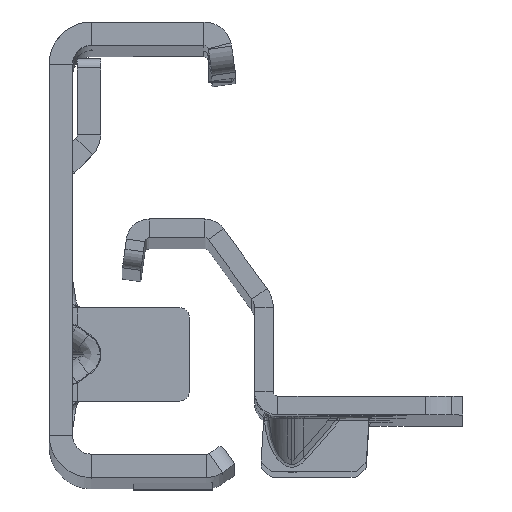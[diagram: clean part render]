
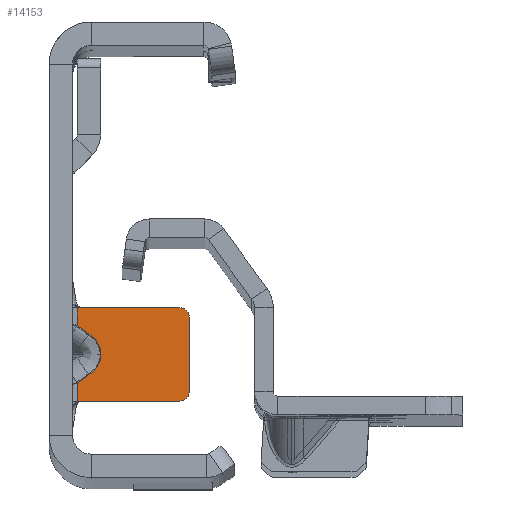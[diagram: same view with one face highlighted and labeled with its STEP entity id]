
A CAD part, top view. The second image highlights one B-rep face of the part: STEP entity #14153.
In plain terms, the highlighted planar face has unit normal (0, 0, 1).
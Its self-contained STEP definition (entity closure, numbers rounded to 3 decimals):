
#260 = AXIS2_PLACEMENT_3D ( 'NONE', #7240, #12332, #6224 ) ;
#509 = EDGE_CURVE ( 'NONE', #4329, #7130, #12495, .T. ) ;
#571 = VERTEX_POINT ( 'NONE', #3483 ) ;
#575 = PLANE ( 'NONE',  #3181 ) ;
#667 = ORIENTED_EDGE ( 'NONE', *, *, #509, .T. ) ;
#895 = DIRECTION ( 'NONE',  ( 0., 0., -1. ) ) ;
#1094 = VERTEX_POINT ( 'NONE', #1619 ) ;
#1389 = EDGE_CURVE ( 'NONE', #6077, #5281, #8308, .T. ) ;
#1497 = CARTESIAN_POINT ( 'NONE',  ( 1.757, -7.408, -691.5 ) ) ;
#1619 = CARTESIAN_POINT ( 'NONE',  ( 0.5, -12.681, -691.5 ) ) ;
#1812 = CARTESIAN_POINT ( 'NONE',  ( 1.367, -7.131, -691.5 ) ) ;
#2071 = VECTOR ( 'NONE', #3028, 1000. ) ;
#2145 = DIRECTION ( 'NONE',  ( -1., 0., 0. ) ) ;
#2359 = VECTOR ( 'NONE', #4075, 1000. ) ;
#2433 = DIRECTION ( 'NONE',  ( 0., 0., 1. ) ) ;
#2844 =( BOUNDED_CURVE ( )  B_SPLINE_CURVE ( 3, ( #8577, #6063, #13634, #4976 ),
 .UNSPECIFIED., .F., .T. ) 
 B_SPLINE_CURVE_WITH_KNOTS ( ( 4, 4 ),
 ( 2.356, 3.927 ),
 .UNSPECIFIED. ) 
 CURVE ( )  GEOMETRIC_REPRESENTATION_ITEM ( )  RATIONAL_B_SPLINE_CURVE ( ( 1., 0.805, 0.805, 1. ) ) 
 REPRESENTATION_ITEM ( '' )  );
#3005 = CARTESIAN_POINT ( 'NONE',  ( 0.5, 22.3, -691.5 ) ) ;
#3028 = DIRECTION ( 'NONE',  ( 1., 0., 0. ) ) ;
#3181 = AXIS2_PLACEMENT_3D ( 'NONE', #9477, #895, #15959 ) ;
#3229 = ORIENTED_EDGE ( 'NONE', *, *, #3445, .T. ) ;
#3445 = EDGE_CURVE ( 'NONE', #5281, #9145, #3760, .T. ) ;
#3483 = CARTESIAN_POINT ( 'NONE',  ( 0.708, -14.6, -691.5 ) ) ;
#3612 = DIRECTION ( 'NONE',  ( 1., 0., 0. ) ) ;
#3760 = LINE ( 'NONE', #9237, #8370 ) ;
#3796 = LINE ( 'NONE', #12566, #5998 ) ;
#4075 = DIRECTION ( 'NONE',  ( -0.816, 0.577, 0. ) ) ;
#4329 = VERTEX_POINT ( 'NONE', #13265 ) ;
#4472 = DIRECTION ( 'NONE',  ( -1., 0., 0. ) ) ;
#4780 = CARTESIAN_POINT ( 'NONE',  ( -1.826, -14.6, -691.5 ) ) ;
#4976 = CARTESIAN_POINT ( 'NONE',  ( 1.757, -7.408, -691.5 ) ) ;
#5281 = VERTEX_POINT ( 'NONE', #9287 ) ;
#5998 = VECTOR ( 'NONE', #7647, 1000. ) ;
#6063 = CARTESIAN_POINT ( 'NONE',  ( 3.573, -10.508, -691.5 ) ) ;
#6077 = VERTEX_POINT ( 'NONE', #10888 ) ;
#6147 = EDGE_CURVE ( 'NONE', #1094, #12838, #3796, .T. ) ;
#6165 = EDGE_LOOP ( 'NONE', ( #15670, #6931, #8758, #15809, #13392, #7101, #13036, #3229, #14576, #6617, #667, #15471 ) ) ;
#6224 = DIRECTION ( 'NONE',  ( 0., -1., 0. ) ) ;
#6342 = VECTOR ( 'NONE', #11667, 1000. ) ;
#6617 = ORIENTED_EDGE ( 'NONE', *, *, #12093, .T. ) ;
#6678 = VECTOR ( 'NONE', #2145, 1000. ) ;
#6885 = LINE ( 'NONE', #10878, #10613 ) ;
#6931 = ORIENTED_EDGE ( 'NONE', *, *, #9725, .F. ) ;
#7101 = ORIENTED_EDGE ( 'NONE', *, *, #10442, .T. ) ;
#7130 = VERTEX_POINT ( 'NONE', #13201 ) ;
#7240 = CARTESIAN_POINT ( 'NONE',  ( 11.5, -5.6, -691.5 ) ) ;
#7254 = VERTEX_POINT ( 'NONE', #16420 ) ;
#7647 = DIRECTION ( 'NONE',  ( 0.816, 0.577, 0. ) ) ;
#8166 = VERTEX_POINT ( 'NONE', #14615 ) ;
#8308 = CIRCLE ( 'NONE', #14136, 1. ) ;
#8370 = VECTOR ( 'NONE', #9317, 1000. ) ;
#8577 = CARTESIAN_POINT ( 'NONE',  ( 1.757, -11.792, -691.5 ) ) ;
#8579 = EDGE_CURVE ( 'NONE', #7254, #571, #9352, .T. ) ;
#8758 = ORIENTED_EDGE ( 'NONE', *, *, #6147, .F. ) ;
#9002 = LINE ( 'NONE', #3005, #6342 ) ;
#9036 = EDGE_CURVE ( 'NONE', #9522, #8166, #9234, .T. ) ;
#9145 = VERTEX_POINT ( 'NONE', #14606 ) ;
#9234 = LINE ( 'NONE', #1812, #2359 ) ;
#9237 = CARTESIAN_POINT ( 'NONE',  ( 12.5, -5.6, -691.5 ) ) ;
#9287 = CARTESIAN_POINT ( 'NONE',  ( 12.5, -13.6, -691.5 ) ) ;
#9317 = DIRECTION ( 'NONE',  ( 0., 1., 0. ) ) ;
#9352 = LINE ( 'NONE', #14428, #2071 ) ;
#9393 = EDGE_CURVE ( 'NONE', #7254, #1094, #9002, .T. ) ;
#9477 = CARTESIAN_POINT ( 'NONE',  ( -7.326, 22.3, -691.5 ) ) ;
#9522 = VERTEX_POINT ( 'NONE', #1497 ) ;
#9725 = EDGE_CURVE ( 'NONE', #12838, #9522, #2844, .T. ) ;
#10442 = EDGE_CURVE ( 'NONE', #571, #6077, #12205, .T. ) ;
#10613 = VECTOR ( 'NONE', #4472, 1000. ) ;
#10709 = CARTESIAN_POINT ( 'NONE',  ( 1.757, -11.792, -691.5 ) ) ;
#10878 = CARTESIAN_POINT ( 'NONE',  ( -1.826, -4.6, -691.5 ) ) ;
#10888 = CARTESIAN_POINT ( 'NONE',  ( 11.5, -14.6, -691.5 ) ) ;
#10927 = VECTOR ( 'NONE', #14850, 1000. ) ;
#11173 = CIRCLE ( 'NONE', #260, 1. ) ;
#11667 = DIRECTION ( 'NONE',  ( 0., 1., 0. ) ) ;
#12093 = EDGE_CURVE ( 'NONE', #13784, #4329, #6885, .T. ) ;
#12205 = LINE ( 'NONE', #4780, #13820 ) ;
#12332 = DIRECTION ( 'NONE',  ( 0., 0., 1. ) ) ;
#12495 = LINE ( 'NONE', #12578, #6678 ) ;
#12534 = DIRECTION ( 'NONE',  ( 0., 1., 0. ) ) ;
#12566 = CARTESIAN_POINT ( 'NONE',  ( 2.624, -11.179, -691.5 ) ) ;
#12578 = CARTESIAN_POINT ( 'NONE',  ( -1.826, -4.6, -691.5 ) ) ;
#12838 = VERTEX_POINT ( 'NONE', #10709 ) ;
#13036 = ORIENTED_EDGE ( 'NONE', *, *, #1389, .T. ) ;
#13201 = CARTESIAN_POINT ( 'NONE',  ( 0.5, -4.6, -691.5 ) ) ;
#13265 = CARTESIAN_POINT ( 'NONE',  ( 0.708, -4.6, -691.5 ) ) ;
#13392 = ORIENTED_EDGE ( 'NONE', *, *, #8579, .T. ) ;
#13634 = CARTESIAN_POINT ( 'NONE',  ( 3.573, -8.692, -691.5 ) ) ;
#13784 = VERTEX_POINT ( 'NONE', #15893 ) ;
#13820 = VECTOR ( 'NONE', #3612, 1000. ) ;
#14136 = AXIS2_PLACEMENT_3D ( 'NONE', #15335, #2433, #12534 ) ;
#14153 = ADVANCED_FACE ( 'NONE', ( #14638 ), #575, .F. ) ;
#14343 = EDGE_CURVE ( 'NONE', #9145, #13784, #11173, .T. ) ;
#14428 = CARTESIAN_POINT ( 'NONE',  ( -1.826, -14.6, -691.5 ) ) ;
#14576 = ORIENTED_EDGE ( 'NONE', *, *, #14343, .T. ) ;
#14606 = CARTESIAN_POINT ( 'NONE',  ( 12.5, -5.6, -691.5 ) ) ;
#14615 = CARTESIAN_POINT ( 'NONE',  ( 0.5, -6.519, -691.5 ) ) ;
#14638 = FACE_OUTER_BOUND ( 'NONE', #6165, .T. ) ;
#14850 = DIRECTION ( 'NONE',  ( 0., 1., 0. ) ) ;
#14936 = LINE ( 'NONE', #16006, #10927 ) ;
#15086 = EDGE_CURVE ( 'NONE', #8166, #7130, #14936, .T. ) ;
#15335 = CARTESIAN_POINT ( 'NONE',  ( 11.5, -13.6, -691.5 ) ) ;
#15471 = ORIENTED_EDGE ( 'NONE', *, *, #15086, .F. ) ;
#15670 = ORIENTED_EDGE ( 'NONE', *, *, #9036, .F. ) ;
#15809 = ORIENTED_EDGE ( 'NONE', *, *, #9393, .F. ) ;
#15893 = CARTESIAN_POINT ( 'NONE',  ( 11.5, -4.6, -691.5 ) ) ;
#15959 = DIRECTION ( 'NONE',  ( 0., 1., 0. ) ) ;
#16006 = CARTESIAN_POINT ( 'NONE',  ( 0.5, 22.3, -691.5 ) ) ;
#16420 = CARTESIAN_POINT ( 'NONE',  ( 0.5, -14.6, -691.5 ) ) ;
